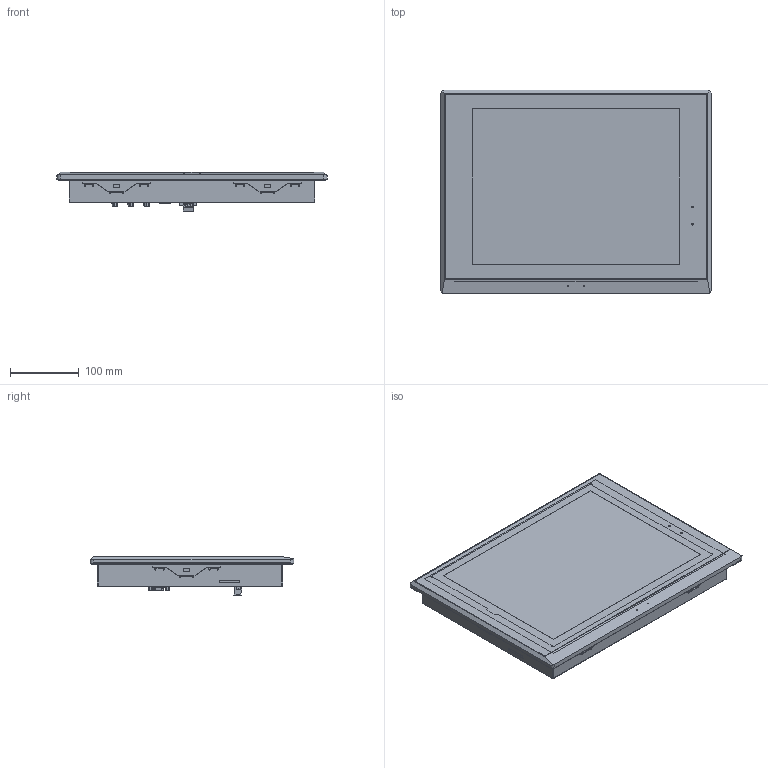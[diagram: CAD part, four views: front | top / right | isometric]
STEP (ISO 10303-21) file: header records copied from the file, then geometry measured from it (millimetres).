
FILE_DESCRIPTION (( 'STEP AP214' ), '1' );
FILE_NAME ('ETG-CP-150_Ïàíåëü îïåðàòîðà ETG 15'''' ñåðèè ONI.STEP', '2018-09-25T13:06:47', ( '' ), ( '' ), 'SwSTEP 2.0', 'SolidWorks 2014', '' );
FILE_SCHEMA (( 'AUTOMOTIVE_DESIGN' ));
Length unit declared in the file: millimetre
Products named in the file (1): ETG-CP-150_Ïàíåëü îïåðàòîðà ETG 15'''' ñåðèè ONI
Bounding box: 394 x 297 x 57.5 mm (x, y, z)
Surface area: 732976.4 mm2 (no closed solid volume)
Topology: 0 solids, 37 shells, 690 faces, 3021 edges, 2221 vertices
Faces by surface type: plane 392, cylinder 250, bspline 25, cone 15, torus 8
Entity records: 39117 total; most frequent: CARTESIAN_POINT 6842, DIRECTION 5370, ORIENTED_EDGE 4414, EDGE_CURVE 3021, VERTEX_POINT 2221, VECTOR 1932, LINE 1932, AXIS2_PLACEMENT_3D 1719
